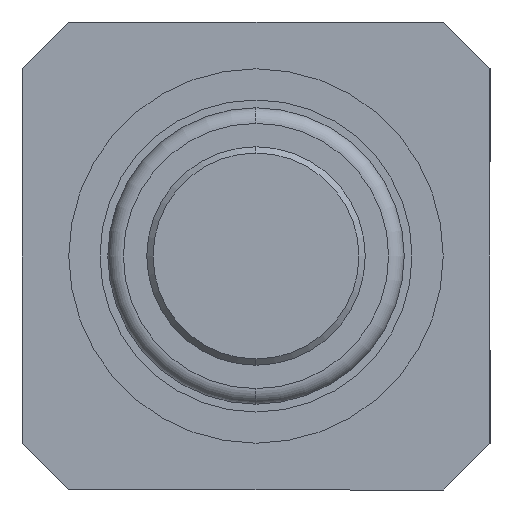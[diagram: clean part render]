
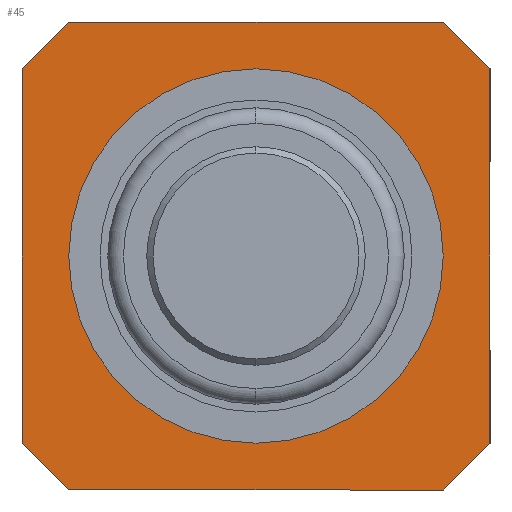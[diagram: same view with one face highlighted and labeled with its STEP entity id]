
A CAD part, front view. The second image highlights one B-rep face of the part: STEP entity #45.
In plain terms, the highlighted planar face has unit normal (0, -1, 0).
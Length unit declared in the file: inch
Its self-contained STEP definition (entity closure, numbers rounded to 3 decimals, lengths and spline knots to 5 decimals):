
#31 = ORIENTED_EDGE ( 'NONE', *, *, #494, .T. ) ;
#32 = VERTEX_POINT ( 'NONE', #1188 ) ;
#43 = EDGE_LOOP ( 'NONE', ( #315, #31, #497, #516, #515, #509, #506, #504 ) ) ;
#45 = ADVANCED_FACE ( 'NONE', ( #1230, #1229 ), #1228, .F. ) ;
#51 = VERTEX_POINT ( 'NONE', #1213 ) ;
#53 = EDGE_CURVE ( 'NONE', #51, #32, #1212, .T. ) ;
#315 = ORIENTED_EDGE ( 'NONE', *, *, #53, .F. ) ;
#414 = VERTEX_POINT ( 'NONE', #1883 ) ;
#416 = VERTEX_POINT ( 'NONE', #1881 ) ;
#445 = EDGE_CURVE ( 'NONE', #416, #414, #1947, .T. ) ;
#493 = VERTEX_POINT ( 'NONE', #2061 ) ;
#494 = EDGE_CURVE ( 'NONE', #51, #495, #2060, .T. ) ;
#495 = VERTEX_POINT ( 'NONE', #2056 ) ;
#496 = EDGE_CURVE ( 'NONE', #493, #495, #2055, .T. ) ;
#497 = ORIENTED_EDGE ( 'NONE', *, *, #496, .F. ) ;
#499 = ORIENTED_EDGE ( 'NONE', *, *, #445, .F. ) ;
#500 = EDGE_CURVE ( 'NONE', #414, #416, #2040, .T. ) ;
#502 = EDGE_CURVE ( 'NONE', #510, #32, #2035, .T. ) ;
#503 = EDGE_LOOP ( 'NONE', ( #517, #499 ) ) ;
#504 = ORIENTED_EDGE ( 'NONE', *, *, #502, .T. ) ;
#505 = VERTEX_POINT ( 'NONE', #2097 ) ;
#506 = ORIENTED_EDGE ( 'NONE', *, *, #508, .F. ) ;
#507 = EDGE_CURVE ( 'NONE', #505, #511, #2096, .T. ) ;
#508 = EDGE_CURVE ( 'NONE', #510, #511, #2092, .T. ) ;
#509 = ORIENTED_EDGE ( 'NONE', *, *, #507, .T. ) ;
#510 = VERTEX_POINT ( 'NONE', #2088 ) ;
#511 = VERTEX_POINT ( 'NONE', #2087 ) ;
#512 = EDGE_CURVE ( 'NONE', #505, #513, #2086, .T. ) ;
#513 = VERTEX_POINT ( 'NONE', #2082 ) ;
#514 = EDGE_CURVE ( 'NONE', #493, #513, #2081, .T. ) ;
#515 = ORIENTED_EDGE ( 'NONE', *, *, #512, .F. ) ;
#516 = ORIENTED_EDGE ( 'NONE', *, *, #514, .T. ) ;
#517 = ORIENTED_EDGE ( 'NONE', *, *, #500, .F. ) ;
#1188 = CARTESIAN_POINT ( 'NONE',  ( 1.5, 6.75, 1.875 ) ) ;
#1209 = DIRECTION ( 'NONE',  ( 1., 0., 0. ) ) ;
#1210 = VECTOR ( 'NONE', #1209, 39.37008 ) ;
#1211 = CARTESIAN_POINT ( 'NONE',  ( -1.875, 6.75, 1.875 ) ) ;
#1212 = LINE ( 'NONE', #1211, #1210 ) ;
#1213 = CARTESIAN_POINT ( 'NONE',  ( -1.5, 6.75, 1.875 ) ) ;
#1224 = DIRECTION ( 'NONE',  ( 0., 0., 1. ) ) ;
#1225 = DIRECTION ( 'NONE',  ( 0., 1., 0. ) ) ;
#1226 = CARTESIAN_POINT ( 'NONE',  ( -1.875, 6.75, 1.875 ) ) ;
#1227 = AXIS2_PLACEMENT_3D ( 'NONE', #1226, #1225, #1224 ) ;
#1228 = PLANE ( 'NONE',  #1227 ) ;
#1229 = FACE_BOUND ( 'NONE', #503, .T. ) ;
#1230 = FACE_OUTER_BOUND ( 'NONE', #43, .T. ) ;
#1881 = CARTESIAN_POINT ( 'NONE',  ( 0., 6.75, -1.5 ) ) ;
#1883 = CARTESIAN_POINT ( 'NONE',  ( 0., 6.75, 1.5 ) ) ;
#1943 = DIRECTION ( 'NONE',  ( 0., 0., 1. ) ) ;
#1944 = DIRECTION ( 'NONE',  ( 0., -1., 0. ) ) ;
#1945 = CARTESIAN_POINT ( 'NONE',  ( 0., 6.75, 0. ) ) ;
#1946 = AXIS2_PLACEMENT_3D ( 'NONE', #1945, #1944, #1943 ) ;
#1947 = CIRCLE ( 'NONE', #1946, 1.5 ) ;
#2034 = CARTESIAN_POINT ( 'NONE',  ( 1.875, 6.75, 1.5 ) ) ;
#2035 = LINE ( 'NONE', #2034, #2099 ) ;
#2036 = DIRECTION ( 'NONE',  ( 0., 0., 1. ) ) ;
#2037 = DIRECTION ( 'NONE',  ( 0., -1., 0. ) ) ;
#2038 = CARTESIAN_POINT ( 'NONE',  ( 0., 6.75, 0. ) ) ;
#2039 = AXIS2_PLACEMENT_3D ( 'NONE', #2038, #2037, #2036 ) ;
#2040 = CIRCLE ( 'NONE', #2039, 1.5 ) ;
#2052 = DIRECTION ( 'NONE',  ( 0., 0., 1. ) ) ;
#2053 = VECTOR ( 'NONE', #2052, 39.37008 ) ;
#2054 = CARTESIAN_POINT ( 'NONE',  ( -1.875, 6.75, -1.875 ) ) ;
#2055 = LINE ( 'NONE', #2054, #2053 ) ;
#2056 = CARTESIAN_POINT ( 'NONE',  ( -1.875, 6.75, 1.5 ) ) ;
#2057 = DIRECTION ( 'NONE',  ( -0.707, 0., -0.707 ) ) ;
#2058 = VECTOR ( 'NONE', #2057, 39.37008 ) ;
#2059 = CARTESIAN_POINT ( 'NONE',  ( -1.5, 6.75, 1.875 ) ) ;
#2060 = LINE ( 'NONE', #2059, #2058 ) ;
#2061 = CARTESIAN_POINT ( 'NONE',  ( -1.875, 6.75, -1.5 ) ) ;
#2078 = DIRECTION ( 'NONE',  ( 0.707, 0., -0.707 ) ) ;
#2079 = VECTOR ( 'NONE', #2078, 39.37008 ) ;
#2080 = CARTESIAN_POINT ( 'NONE',  ( -1.875, 6.75, -1.5 ) ) ;
#2081 = LINE ( 'NONE', #2080, #2079 ) ;
#2082 = CARTESIAN_POINT ( 'NONE',  ( -1.5, 6.75, -1.875 ) ) ;
#2083 = DIRECTION ( 'NONE',  ( -1., 0., 0. ) ) ;
#2084 = VECTOR ( 'NONE', #2083, 39.37008 ) ;
#2085 = CARTESIAN_POINT ( 'NONE',  ( -1.875, 6.75, -1.875 ) ) ;
#2086 = LINE ( 'NONE', #2085, #2084 ) ;
#2087 = CARTESIAN_POINT ( 'NONE',  ( 1.875, 6.75, -1.5 ) ) ;
#2088 = CARTESIAN_POINT ( 'NONE',  ( 1.875, 6.75, 1.5 ) ) ;
#2089 = DIRECTION ( 'NONE',  ( 0., 0., -1. ) ) ;
#2090 = VECTOR ( 'NONE', #2089, 39.37008 ) ;
#2091 = CARTESIAN_POINT ( 'NONE',  ( 1.875, 6.75, -1.875 ) ) ;
#2092 = LINE ( 'NONE', #2091, #2090 ) ;
#2093 = DIRECTION ( 'NONE',  ( 0.707, 0., 0.707 ) ) ;
#2094 = VECTOR ( 'NONE', #2093, 39.37008 ) ;
#2095 = CARTESIAN_POINT ( 'NONE',  ( 1.5, 6.75, -1.875 ) ) ;
#2096 = LINE ( 'NONE', #2095, #2094 ) ;
#2097 = CARTESIAN_POINT ( 'NONE',  ( 1.5, 6.75, -1.875 ) ) ;
#2098 = DIRECTION ( 'NONE',  ( -0.707, 0., 0.707 ) ) ;
#2099 = VECTOR ( 'NONE', #2098, 39.37008 ) ;
